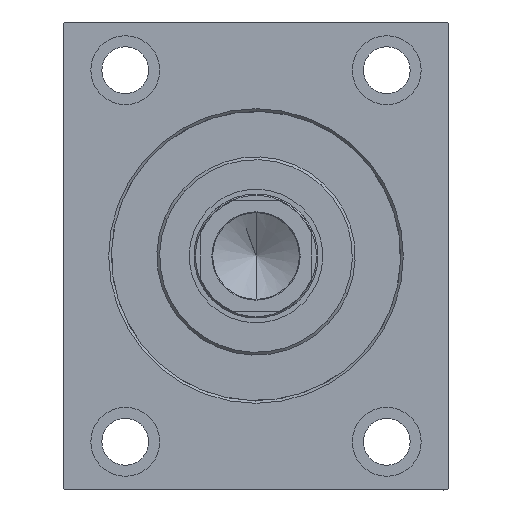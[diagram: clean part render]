
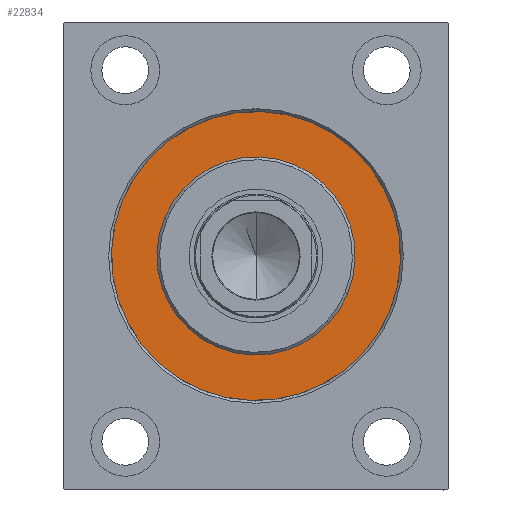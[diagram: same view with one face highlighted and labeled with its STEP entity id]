
A CAD part, left-side view. The second image highlights one B-rep face of the part: STEP entity #22834.
In plain terms, the highlighted face is planar.
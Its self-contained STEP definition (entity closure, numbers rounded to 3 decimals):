
#1143 = AXIS2_PLACEMENT_3D ( 'NONE', #5926, #13128, #6374 ) ;
#1850 = AXIS2_PLACEMENT_3D ( 'NONE', #6938, #24017, #20427 ) ;
#2108 = CARTESIAN_POINT ( 'NONE',  ( 0., 0., 0. ) ) ;
#2986 = CIRCLE ( 'NONE', #13729, 36. ) ;
#3453 = ORIENTED_EDGE ( 'NONE', *, *, #29839, .F. ) ;
#5699 = ORIENTED_EDGE ( 'NONE', *, *, #20902, .F. ) ;
#5926 = CARTESIAN_POINT ( 'NONE',  ( 0., 0., 0. ) ) ;
#6374 = DIRECTION ( 'NONE',  ( 0., 0., 1. ) ) ;
#6938 = CARTESIAN_POINT ( 'NONE',  ( 0., 0., 0. ) ) ;
#7594 = CIRCLE ( 'NONE', #1850, 36. ) ;
#8522 = VERTEX_POINT ( 'NONE', #32865 ) ;
#9475 = ORIENTED_EDGE ( 'NONE', *, *, #31113, .F. ) ;
#9748 = CIRCLE ( 'NONE', #1143, 52.5 ) ;
#12229 = DIRECTION ( 'NONE',  ( -1., 0., 0. ) ) ;
#13128 = DIRECTION ( 'NONE',  ( -1., 0., 0. ) ) ;
#13594 = EDGE_CURVE ( 'NONE', #19645, #8522, #2986, .T. ) ;
#13729 = AXIS2_PLACEMENT_3D ( 'NONE', #25315, #29372, #42210 ) ;
#17700 = CARTESIAN_POINT ( 'NONE',  ( 0., 0., -36. ) ) ;
#19196 = DIRECTION ( 'NONE',  ( 0., 0., 1. ) ) ;
#19357 = CARTESIAN_POINT ( 'NONE',  ( 0., 0., 52.5 ) ) ;
#19645 = VERTEX_POINT ( 'NONE', #17700 ) ;
#20427 = DIRECTION ( 'NONE',  ( 0., 0., -1. ) ) ;
#20902 = EDGE_CURVE ( 'NONE', #28689, #26341, #21113, .T. ) ;
#21113 = CIRCLE ( 'NONE', #40504, 52.5 ) ;
#21179 = EDGE_LOOP ( 'NONE', ( #5699, #3453 ) ) ;
#22834 = ADVANCED_FACE ( 'NONE', ( #32249, #25714 ), #39438, .F. ) ;
#23379 = CARTESIAN_POINT ( 'NONE',  ( 0., 0., -52.5 ) ) ;
#24017 = DIRECTION ( 'NONE',  ( 1., 0., 0. ) ) ;
#25315 = CARTESIAN_POINT ( 'NONE',  ( 0., 0., 0. ) ) ;
#25714 = FACE_OUTER_BOUND ( 'NONE', #21179, .T. ) ;
#26341 = VERTEX_POINT ( 'NONE', #19357 ) ;
#28689 = VERTEX_POINT ( 'NONE', #23379 ) ;
#29372 = DIRECTION ( 'NONE',  ( 1., 0., 0. ) ) ;
#29839 = EDGE_CURVE ( 'NONE', #26341, #28689, #9748, .T. ) ;
#30157 = EDGE_LOOP ( 'NONE', ( #9475, #36551 ) ) ;
#31113 = EDGE_CURVE ( 'NONE', #8522, #19645, #7594, .T. ) ;
#32249 = FACE_BOUND ( 'NONE', #30157, .T. ) ;
#32865 = CARTESIAN_POINT ( 'NONE',  ( 0., 0., 36. ) ) ;
#36298 = DIRECTION ( 'NONE',  ( -1., 0., 0. ) ) ;
#36308 = DIRECTION ( 'NONE',  ( 0., 0., 1. ) ) ;
#36551 = ORIENTED_EDGE ( 'NONE', *, *, #13594, .F. ) ;
#39124 = AXIS2_PLACEMENT_3D ( 'NONE', #2108, #36298, #19196 ) ;
#39438 = PLANE ( 'NONE',  #39124 ) ;
#40335 = CARTESIAN_POINT ( 'NONE',  ( 0., 0., 0. ) ) ;
#40504 = AXIS2_PLACEMENT_3D ( 'NONE', #40335, #12229, #36308 ) ;
#42210 = DIRECTION ( 'NONE',  ( 0., 0., -1. ) ) ;
